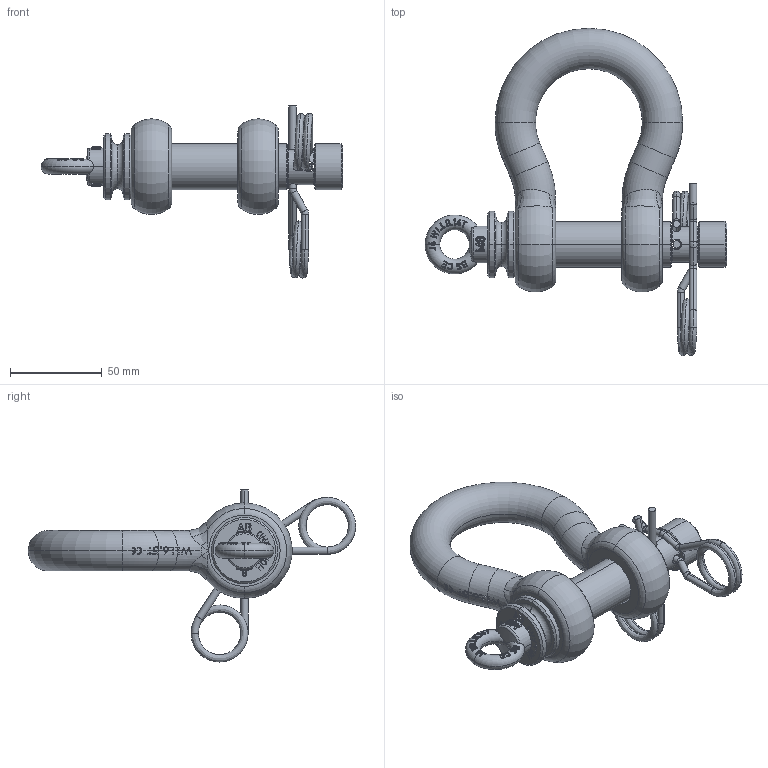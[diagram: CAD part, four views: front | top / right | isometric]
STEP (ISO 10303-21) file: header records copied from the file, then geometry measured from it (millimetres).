
FILE_DESCRIPTION (( 'STEP AP214' ), '1' );
FILE_NAME ('POGHMB22ROVRL.STEP', '2013-07-18T13:37:29', ( 'cad' ), ( '' ), 'SwSTEP 2.0', 'SolidWorks 2013', '' );
FILE_SCHEMA (( 'AUTOMOTIVE_DESIGN' ));
Length unit declared in the file: millimetre
Products named in the file (6): OHBVD04 Sluiting 22; OHOBZD008; 2352 dimensions GPZKMBxxROVRL Parametrische 25-32mm pin_POZKMB25ROVRL; ROV beugel 22mm_NGPZHDL22ROV; POGHMB22ROVRL; POZKMB25ROVRL
Assembly tree (6 placements, depth 3):
  POGHMB22ROVRL
    ROV beugel 22mm_NGPZHDL22ROV
    POZKMB25ROVRL
      2352 dimensions GPZKMBxxROVRL Parametrische 25-32mm pin_POZKMB25ROVRL
      OHOBZD008
      OHBVD04 Sluiting 22  x2
Bounding box: 164 x 178 x 93.5 mm (x, y, z)
Volume: 216850.9 mm3; surface area: 54358 mm2
Topology: 5 solids, 5 shells, 1088 faces, 2898 edges, 1865 vertices
Faces by surface type: bspline 444, plane 366, torus 139, cylinder 121, cone 16, sphere 2
Entity records: 58843 total; most frequent: CARTESIAN_POINT 36596, ORIENTED_EDGE 5652, DIRECTION 2876, EDGE_CURVE 2826, VERTEX_POINT 1831, B_SPLINE_CURVE_WITH_KNOTS 1564, EDGE_LOOP 1125, ADVANCED_FACE 1058
